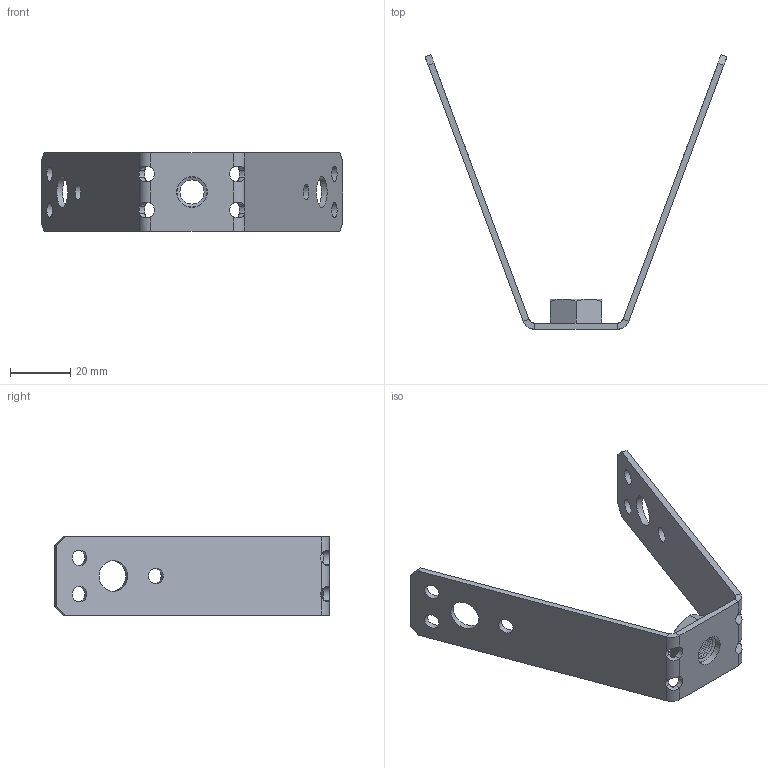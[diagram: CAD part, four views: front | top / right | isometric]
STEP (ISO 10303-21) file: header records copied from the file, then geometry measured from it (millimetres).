
FILE_DESCRIPTION (( 'STEP AP203' ), '1' );
FILE_NAME ('CLP1M-VP-10 Ïîäâåñ V-îáðàçíûé Ì10.STEP', '2016-03-03T07:38:29', ( '' ), ( '' ), 'SwSTEP 2.0', 'SolidWorks 2014', '' );
FILE_SCHEMA (( 'CONFIG_CONTROL_DESIGN' ));
Length unit declared in the file: millimetre
Products named in the file (1): CLP1M-VP-10 Ïîäâåñ V-îáðàçíûé Ì10
Bounding box: 100 x 91 x 26 mm (x, y, z)
Volume: 12087.8 mm3; surface area: 13069.1 mm2
Topology: 1 solids, 1 shells, 97 faces, 226 edges, 125 vertices
Faces by surface type: cylinder 37, plane 30, cone 22, bspline 8
Full cylindrical faces by diameter (mm): 5.2 x6, 8 x8, 10.2 x3
Entity records: 3421 total; most frequent: CARTESIAN_POINT 1308, DIRECTION 402, ORIENTED_EDGE 386, EDGE_CURVE 193, AXIS2_PLACEMENT_3D 163, EDGE_LOOP 150, VERTEX_POINT 125, FACE_OUTER_BOUND 114
